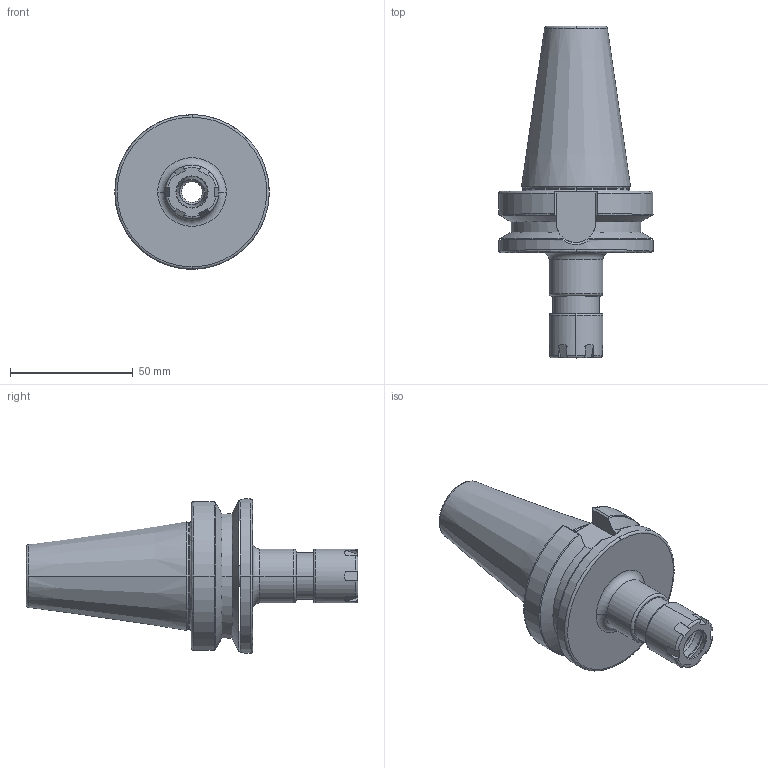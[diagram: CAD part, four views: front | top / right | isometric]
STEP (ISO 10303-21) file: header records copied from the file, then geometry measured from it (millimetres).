
FILE_DESCRIPTION (( 'STEP AP203' ), '1' );
FILE_NAME ('BT40-ER16M-70.STEP', '2021-01-10T07:18:03', ( '微软用户' ), ( '微软中国' ), 'SwSTEP 2.0', 'SolidWorks 2016', '' );
FILE_SCHEMA (( 'CONFIG_CONTROL_DESIGN' ));
Length unit declared in the file: millimetre
Products named in the file (3): BT40-ER16M-70; ER16M
Assembly tree (2 placements, depth 2):
  BT40-ER16M-70
    BT40-ER16M-70
    ER16M
Bounding box: 63 x 135.4 x 63 mm (x, y, z)
Volume: 129325.7 mm3; surface area: 28160.2 mm2
Topology: 2 solids, 2 shells, 153 faces, 389 edges, 243 vertices
Faces by surface type: plane 43, cylinder 38, cone 29, bspline 26, torus 17
Entity records: 6761 total; most frequent: CARTESIAN_POINT 2901, ORIENTED_EDGE 770, DIRECTION 733, EDGE_CURVE 385, AXIS2_PLACEMENT_3D 292, VERTEX_POINT 243, EDGE_LOOP 164, CIRCLE 160
